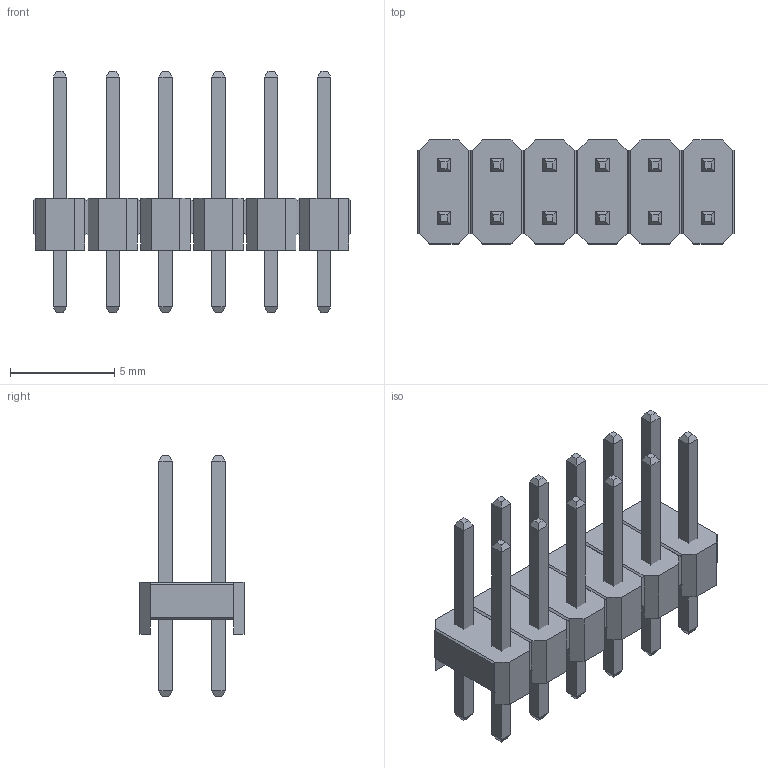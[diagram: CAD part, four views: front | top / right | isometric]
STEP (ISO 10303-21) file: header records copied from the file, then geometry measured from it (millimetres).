
FILE_DESCRIPTION(('STEP AP214'), '1');
FILE_NAME('DS1021-1x5SF11', '2017-07-09T05:27:25', ('Nobody'), (''), 'ASCON STEP Converter 1.3', 'ASCON Math Kernel', '');
FILE_SCHEMA(('AUTOMOTIVE_DESIGN { 1 0 10303 214 3 1 1}'));
Length unit declared in the file: millimetre
Assembly tree (13 placements, depth 2):
  (unnamed)
    (unnamed)
    (unnamed)  x12
Bounding box: 15.24 x 5 x 11.6 mm (x, y, z)
Volume: 193.3 mm3; surface area: 624.3 mm2
Topology: 13 solids, 13 shells, 280 faces, 594 edges, 340 vertices
Faces by surface type: plane 280
Entity records: 4785 total; most frequent: CARTESIAN_POINT 590, ORIENTED_EDGE 572, DIRECTION 566, EDGE_CURVE 286, LINE 286, VECTOR 286, VERTEX_POINT 164, AXIS2_PLACEMENT_3D 140
